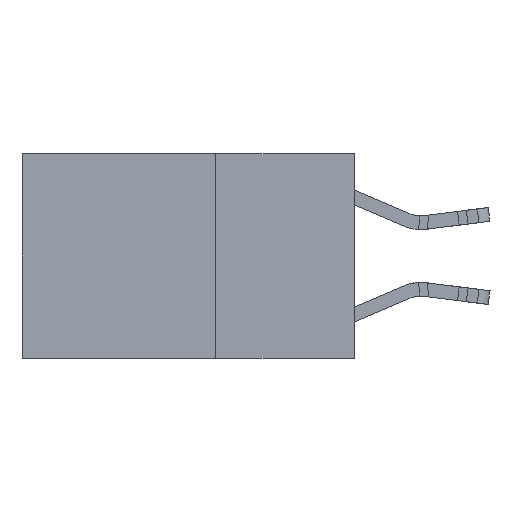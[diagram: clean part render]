
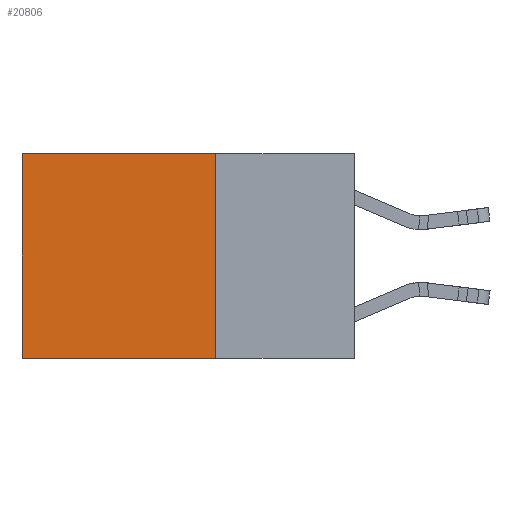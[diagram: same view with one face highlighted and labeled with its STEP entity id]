
A CAD part, left-side view. The second image highlights one B-rep face of the part: STEP entity #20806.
In plain terms, the highlighted planar face has unit normal (-1, 0, 0).
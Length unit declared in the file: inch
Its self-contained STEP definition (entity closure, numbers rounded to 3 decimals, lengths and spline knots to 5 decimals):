
#264 = EDGE_CURVE ( 'NONE', #24943, #26692, #30387, .T. ) ;
#1516 = EDGE_CURVE ( 'NONE', #14997, #24943, #25132, .T. ) ;
#2984 = DIRECTION ( 'NONE',  ( 0., 0., -1. ) ) ;
#3794 = LINE ( 'NONE', #26233, #15599 ) ;
#4675 = CARTESIAN_POINT ( 'NONE',  ( 0.2625, 0.25, 0. ) ) ;
#4956 = ORIENTED_EDGE ( 'NONE', *, *, #1516, .F. ) ;
#6050 = DIRECTION ( 'NONE',  ( 0., 1., 0. ) ) ;
#6761 = CARTESIAN_POINT ( 'NONE',  ( 0.2625, 0.25, -0.37 ) ) ;
#7061 = DIRECTION ( 'NONE',  ( 0., 1., 0. ) ) ;
#7389 = EDGE_LOOP ( 'NONE', ( #30038, #29774, #4956, #7508 ) ) ;
#7504 = CARTESIAN_POINT ( 'NONE',  ( 0.2625, 0.6, 0. ) ) ;
#7508 = ORIENTED_EDGE ( 'NONE', *, *, #28105, .T. ) ;
#7739 = CARTESIAN_POINT ( 'NONE',  ( 0.2625, 0.25, 0. ) ) ;
#8421 = LINE ( 'NONE', #4675, #20216 ) ;
#9187 = EDGE_CURVE ( 'NONE', #29494, #26692, #3794, .T. ) ;
#12004 = DIRECTION ( 'NONE',  ( 0., 0., -1. ) ) ;
#12331 = CARTESIAN_POINT ( 'NONE',  ( 0.2625, 0.25, 0. ) ) ;
#12561 = CARTESIAN_POINT ( 'NONE',  ( 0.2625, 0.25, 0. ) ) ;
#14997 = VERTEX_POINT ( 'NONE', #7739 ) ;
#15599 = VECTOR ( 'NONE', #12004, 39.37008 ) ;
#17102 = DIRECTION ( 'NONE',  ( 1., 0., 0. ) ) ;
#17336 = DIRECTION ( 'NONE',  ( 0., 0., -1. ) ) ;
#17610 = CARTESIAN_POINT ( 'NONE',  ( 0.2625, 0.6, -0.37 ) ) ;
#17816 = CARTESIAN_POINT ( 'NONE',  ( 0.2625, 0.25, -0.37 ) ) ;
#18890 = VECTOR ( 'NONE', #17336, 39.37008 ) ;
#20216 = VECTOR ( 'NONE', #7061, 39.37008 ) ;
#20806 = ADVANCED_FACE ( 'NONE', ( #24574 ), #23995, .F. ) ;
#23532 = AXIS2_PLACEMENT_3D ( 'NONE', #12331, #17102, #2984 ) ;
#23995 = PLANE ( 'NONE',  #23532 ) ;
#24130 = VECTOR ( 'NONE', #6050, 39.37008 ) ;
#24574 = FACE_OUTER_BOUND ( 'NONE', #7389, .T. ) ;
#24943 = VERTEX_POINT ( 'NONE', #6761 ) ;
#25132 = LINE ( 'NONE', #12561, #18890 ) ;
#26233 = CARTESIAN_POINT ( 'NONE',  ( 0.2625, 0.6, 0. ) ) ;
#26692 = VERTEX_POINT ( 'NONE', #17610 ) ;
#28105 = EDGE_CURVE ( 'NONE', #14997, #29494, #8421, .T. ) ;
#29494 = VERTEX_POINT ( 'NONE', #7504 ) ;
#29774 = ORIENTED_EDGE ( 'NONE', *, *, #264, .F. ) ;
#30038 = ORIENTED_EDGE ( 'NONE', *, *, #9187, .T. ) ;
#30387 = LINE ( 'NONE', #17816, #24130 ) ;
